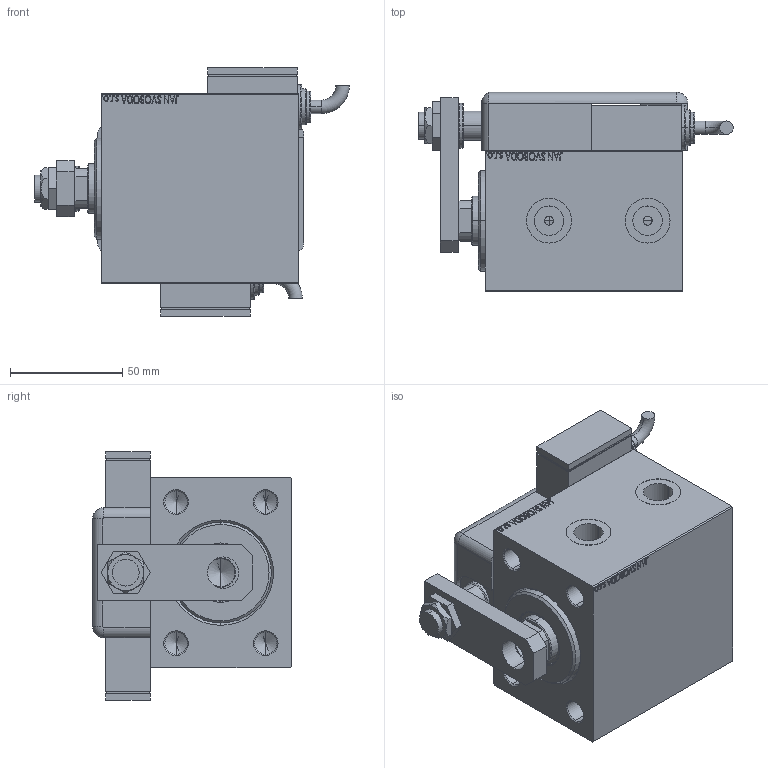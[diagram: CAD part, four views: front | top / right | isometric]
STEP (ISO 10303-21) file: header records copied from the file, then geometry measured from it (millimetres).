
FILE_DESCRIPTION (( 'STEP AP203' ), '1' );
FILE_NAME ('9181.STEP', '2022-04-16T22:08:07', ( '' ), ( '' ), 'SwSTEP 2.0', 'SolidWorks 2019', '' );
FILE_SCHEMA (( 'CONFIG_CONTROL_DESIGN' ));
Length unit declared in the file: millimetre
Products named in the file (13): MAGNETIC SWITCH Q 481ce643aca5e5b186dc02f662cd6367; KRYT 481ce643aca5e5b186dc02f662cd6367; V450CM_B_VCP 481ce643aca5e5b186dc02f662cd6367; NUT_D19 481ce643aca5e5b186dc02f662cd6367; SWITCH_Q_FRONT_BACK 481ce643aca5e5b186dc02f662cd6367; NUT_D13 481ce643aca5e5b186dc02f662cd6367; 9181; ZARAZKA_Q 481ce643aca5e5b186dc02f662cd6367; SWITCH DIM A_G 481ce643aca5e5b186dc02f662cd6367; V450CM_B_Body 481ce643aca5e5b186dc02f662cd6367; SWITCH Q 481ce643aca5e5b186dc02f662cd6367; V450CM_VC_B 481ce643aca5e5b186dc02f662cd6367; TYC 481ce643aca5e5b186dc02f662cd6367
Assembly tree (13 placements, depth 3):
  9181
    V450CM_B_Body 481ce643aca5e5b186dc02f662cd6367
    V450CM_B_VCP 481ce643aca5e5b186dc02f662cd6367
    V450CM_VC_B 481ce643aca5e5b186dc02f662cd6367
    MAGNETIC SWITCH Q 481ce643aca5e5b186dc02f662cd6367
      SWITCH_Q_FRONT_BACK 481ce643aca5e5b186dc02f662cd6367
      TYC 481ce643aca5e5b186dc02f662cd6367
      ZARAZKA_Q 481ce643aca5e5b186dc02f662cd6367
      SWITCH DIM A_G 481ce643aca5e5b186dc02f662cd6367
      NUT_D19 481ce643aca5e5b186dc02f662cd6367
      NUT_D13 481ce643aca5e5b186dc02f662cd6367
      KRYT 481ce643aca5e5b186dc02f662cd6367
      SWITCH Q 481ce643aca5e5b186dc02f662cd6367  x2
Bounding box: 140.46 x 88.8 x 111 mm (x, y, z)
Volume: 566922.1 mm3; surface area: 124031.3 mm2
Topology: 13 solids, 13 shells, 1282 faces, 3252 edges, 2127 vertices
Faces by surface type: plane 612, bspline 471, cylinder 121, cone 54, torus 22, sphere 2
Entity records: 60777 total; most frequent: CARTESIAN_POINT 32455, ORIENTED_EDGE 6276, DIRECTION 4032, EDGE_CURVE 3138, VERTEX_POINT 2067, LINE 1868, VECTOR 1868, EDGE_LOOP 1413
